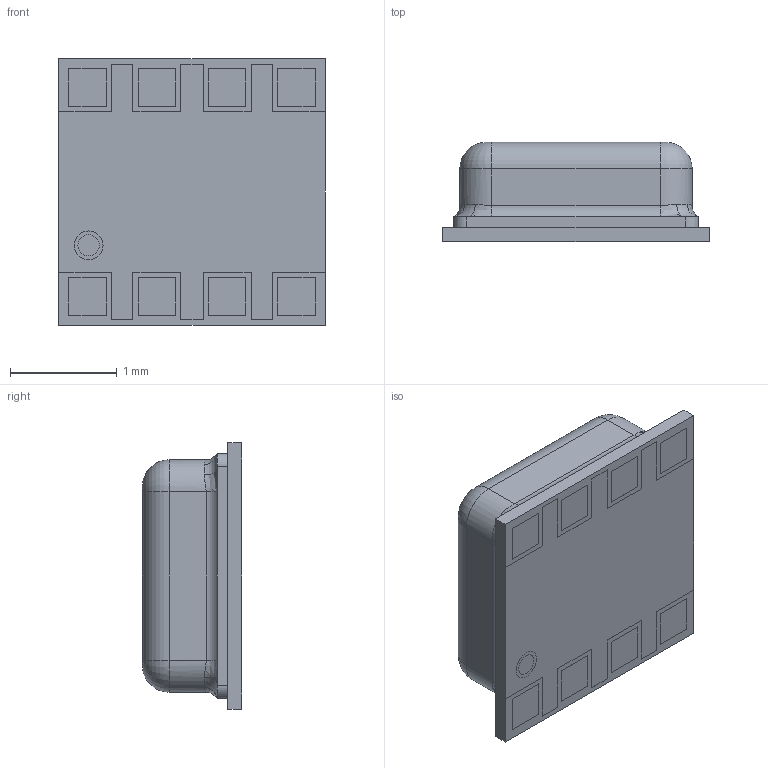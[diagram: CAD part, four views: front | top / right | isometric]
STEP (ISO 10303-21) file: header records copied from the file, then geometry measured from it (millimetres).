
FILE_DESCRIPTION (( 'STEP AP214' ), '1' );
FILE_NAME ('User Library-Bosch_BME280.STEP', '2017-06-06T07:12:00', ( 'Windows User' ), ( '' ), 'SwSTEP 2.0', 'SolidWorks 2017', '' );
FILE_SCHEMA (( 'AUTOMOTIVE_DESIGN' ));
Length unit declared in the file: millimetre
Products named in the file (1): User Library-Bosch_BME280
Bounding box: 2.5 x 0.93 x 2.5 mm (x, y, z)
Volume: 4.5 mm3; surface area: 19.8 mm2
Topology: 1 solids, 1 shells, 291 faces, 756 edges, 496 vertices
Faces by surface type: plane 194, bspline 59, cylinder 30, torus 8
Entity records: 11849 total; most frequent: CARTESIAN_POINT 3547, ORIENTED_EDGE 1512, DIRECTION 1188, EDGE_CURVE 756, LINE 570, VECTOR 570, VERTEX_POINT 496, EDGE_LOOP 320
